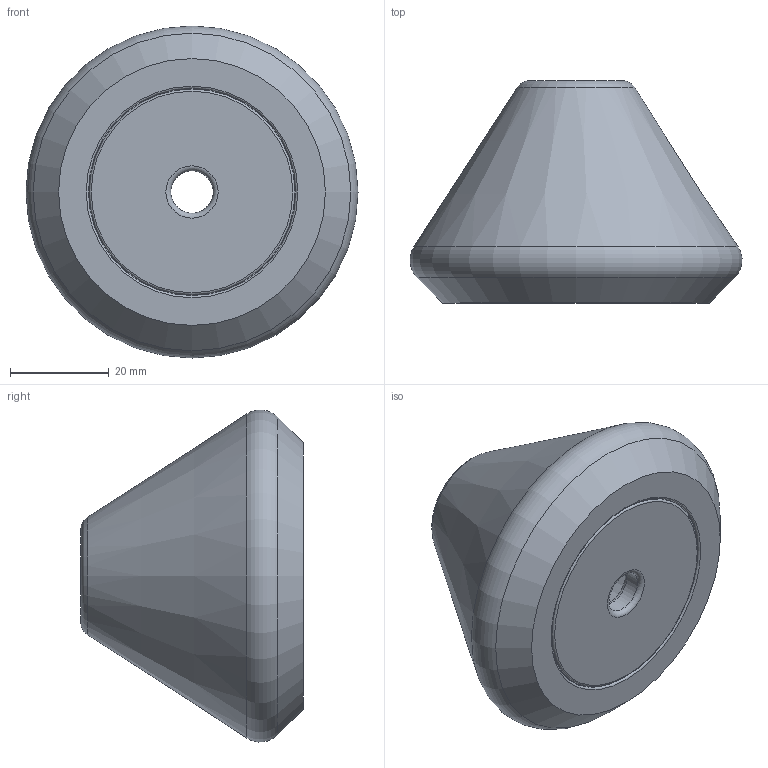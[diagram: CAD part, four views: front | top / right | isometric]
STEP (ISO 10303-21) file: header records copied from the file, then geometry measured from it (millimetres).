
FILE_DESCRIPTION(/* description */ (''),/* implementation_level */ '2;1');
FILE_NAME(/* name */ 'spool_holder_cone.step',/* time_stamp */ '2018-04-07T15:14:29+02:00',/* author */ (''),/* organization */ (''),/* preprocessor_version */ 'ST-DEVELOPER v16.13',/* originating_system */ 'Autodesk Translation Framework v6.5.0.72',/* authorisation */ '');
FILE_SCHEMA (('AUTOMOTIVE_DESIGN { 1 0 10303 214 3 1 1 }'));
Length unit declared in the file: millimetre
Products named in the file (3): spool_holder_cone; Cone; ConeLid
Assembly tree (2 placements, depth 2):
  spool_holder_cone
    Cone
    ConeLid
Bounding box: 67.18 x 45 x 67.18 mm (x, y, z)
Volume: 85214.1 mm3; surface area: 17235.2 mm2
Topology: 2 solids, 2 shells, 35 faces, 91 edges, 66 vertices
Faces by surface type: torus 14, plane 10, cylinder 9, cone 2
Full cylindrical faces by diameter (mm): 8.6 x2, 22 x1, 27 x1, 27.4 x1, 36.6 x1, 37 x1, 41.6 x1, 42 x1
Entity records: 1246 total; most frequent: DIRECTION 251, CARTESIAN_POINT 197, ORIENTED_EDGE 182, AXIS2_PLACEMENT_3D 120, EDGE_CURVE 91, CIRCLE 80, VERTEX_POINT 66, EDGE_LOOP 45
